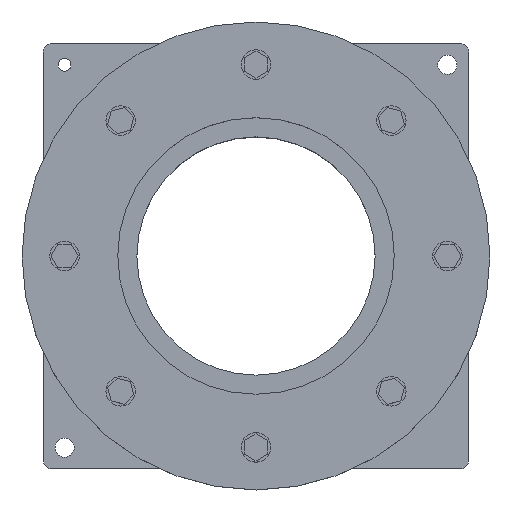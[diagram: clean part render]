
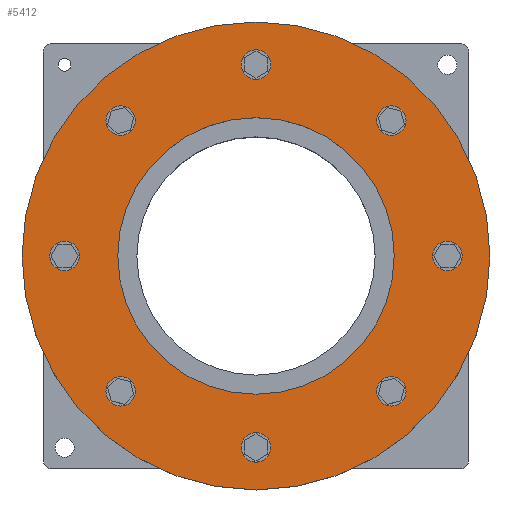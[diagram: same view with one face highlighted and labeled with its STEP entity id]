
A CAD part, top view. The second image highlights one B-rep face of the part: STEP entity #5412.
In plain terms, the highlighted planar face has unit normal (0, 0, 1).
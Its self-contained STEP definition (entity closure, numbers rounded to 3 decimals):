
#306=FACE_BOUND('',#1885,.T.);
#307=FACE_BOUND('',#1886,.T.);
#308=FACE_BOUND('',#1887,.T.);
#309=FACE_BOUND('',#1888,.T.);
#310=FACE_BOUND('',#1889,.T.);
#311=FACE_BOUND('',#1890,.T.);
#312=FACE_BOUND('',#1891,.T.);
#313=FACE_BOUND('',#1892,.T.);
#314=FACE_BOUND('',#1893,.T.);
#1542=FACE_OUTER_BOUND('',#1884,.T.);
#1884=EDGE_LOOP('',(#3900));
#1885=EDGE_LOOP('',(#3901));
#1886=EDGE_LOOP('',(#3902));
#1887=EDGE_LOOP('',(#3903));
#1888=EDGE_LOOP('',(#3904));
#1889=EDGE_LOOP('',(#3905));
#1890=EDGE_LOOP('',(#3906));
#1891=EDGE_LOOP('',(#3907));
#1892=EDGE_LOOP('',(#3908));
#1893=EDGE_LOOP('',(#3909));
#2204=CIRCLE('',#5666,6.933);
#2206=CIRCLE('',#5670,6.933);
#2208=CIRCLE('',#5674,6.933);
#2210=CIRCLE('',#5678,6.933);
#2212=CIRCLE('',#5682,6.933);
#2214=CIRCLE('',#5686,6.933);
#2216=CIRCLE('',#5690,6.933);
#2218=CIRCLE('',#5694,6.933);
#2219=CIRCLE('',#5752,65.);
#2221=CIRCLE('',#5755,110.);
#2282=VERTEX_POINT('',#7178);
#2290=VERTEX_POINT('',#7196);
#2298=VERTEX_POINT('',#7214);
#2306=VERTEX_POINT('',#7232);
#2314=VERTEX_POINT('',#7250);
#2322=VERTEX_POINT('',#7268);
#2330=VERTEX_POINT('',#7286);
#2338=VERTEX_POINT('',#7304);
#2387=VERTEX_POINT('',#7507);
#2389=VERTEX_POINT('',#7512);
#2816=EDGE_CURVE('',#2282,#2282,#2204,.T.);
#2824=EDGE_CURVE('',#2290,#2290,#2206,.T.);
#2832=EDGE_CURVE('',#2298,#2298,#2208,.T.);
#2840=EDGE_CURVE('',#2306,#2306,#2210,.T.);
#2848=EDGE_CURVE('',#2314,#2314,#2212,.T.);
#2856=EDGE_CURVE('',#2322,#2322,#2214,.T.);
#2864=EDGE_CURVE('',#2330,#2330,#2216,.T.);
#2872=EDGE_CURVE('',#2338,#2338,#2218,.T.);
#2969=EDGE_CURVE('',#2387,#2387,#2219,.T.);
#2971=EDGE_CURVE('',#2389,#2389,#2221,.T.);
#3900=ORIENTED_EDGE('',*,*,#2971,.T.);
#3901=ORIENTED_EDGE('',*,*,#2816,.T.);
#3902=ORIENTED_EDGE('',*,*,#2824,.T.);
#3903=ORIENTED_EDGE('',*,*,#2832,.T.);
#3904=ORIENTED_EDGE('',*,*,#2840,.T.);
#3905=ORIENTED_EDGE('',*,*,#2848,.T.);
#3906=ORIENTED_EDGE('',*,*,#2856,.T.);
#3907=ORIENTED_EDGE('',*,*,#2864,.T.);
#3908=ORIENTED_EDGE('',*,*,#2872,.T.);
#3909=ORIENTED_EDGE('',*,*,#2969,.T.);
#5193=PLANE('',#5758);
#5412=ADVANCED_FACE('',(#1542,#306,#307,#308,#309,#310,#311,#312,#313,#314),
#5193,.T.);
#5666=AXIS2_PLACEMENT_3D('',#7179,#5994,#5995);
#5670=AXIS2_PLACEMENT_3D('',#7197,#6008,#6009);
#5674=AXIS2_PLACEMENT_3D('',#7215,#6022,#6023);
#5678=AXIS2_PLACEMENT_3D('',#7233,#6036,#6037);
#5682=AXIS2_PLACEMENT_3D('',#7251,#6050,#6051);
#5686=AXIS2_PLACEMENT_3D('',#7269,#6064,#6065);
#5690=AXIS2_PLACEMENT_3D('',#7287,#6078,#6079);
#5694=AXIS2_PLACEMENT_3D('',#7305,#6092,#6093);
#5752=AXIS2_PLACEMENT_3D('',#7508,#6304,#6305);
#5755=AXIS2_PLACEMENT_3D('',#7513,#6310,#6311);
#5758=AXIS2_PLACEMENT_3D('',#7517,#6316,#6317);
#5994=DIRECTION('center_axis',(0.,0.,-1.));
#5995=DIRECTION('ref_axis',(-1.,0.,0.));
#6008=DIRECTION('center_axis',(0.,0.,-1.));
#6009=DIRECTION('ref_axis',(-1.,0.,0.));
#6022=DIRECTION('center_axis',(0.,0.,-1.));
#6023=DIRECTION('ref_axis',(-1.,0.,0.));
#6036=DIRECTION('center_axis',(0.,0.,-1.));
#6037=DIRECTION('ref_axis',(-1.,0.,0.));
#6050=DIRECTION('center_axis',(0.,0.,-1.));
#6051=DIRECTION('ref_axis',(-1.,0.,0.));
#6064=DIRECTION('center_axis',(0.,0.,-1.));
#6065=DIRECTION('ref_axis',(-1.,0.,0.));
#6078=DIRECTION('center_axis',(0.,0.,-1.));
#6079=DIRECTION('ref_axis',(-1.,0.,0.));
#6092=DIRECTION('center_axis',(0.,0.,-1.));
#6093=DIRECTION('ref_axis',(-1.,0.,0.));
#6304=DIRECTION('center_axis',(0.,0.,-1.));
#6305=DIRECTION('ref_axis',(-1.,0.,0.));
#6310=DIRECTION('center_axis',(0.,0.,1.));
#6311=DIRECTION('ref_axis',(-1.,0.,0.));
#6316=DIRECTION('center_axis',(0.,0.,1.));
#6317=DIRECTION('ref_axis',(1.,0.,0.));
#7178=CARTESIAN_POINT('',(6.933,90.,188.));
#7179=CARTESIAN_POINT('Origin',(0.,90.,188.));
#7196=CARTESIAN_POINT('',(96.933,0.,188.));
#7197=CARTESIAN_POINT('Origin',(90.,0.,188.));
#7214=CARTESIAN_POINT('',(6.933,-90.,188.));
#7215=CARTESIAN_POINT('Origin',(0.,-90.,188.));
#7232=CARTESIAN_POINT('',(-83.067,0.,188.));
#7233=CARTESIAN_POINT('Origin',(-90.,0.,188.));
#7250=CARTESIAN_POINT('',(-56.707,-63.64,188.));
#7251=CARTESIAN_POINT('Origin',(-63.64,-63.64,188.));
#7268=CARTESIAN_POINT('',(70.573,-63.64,188.));
#7269=CARTESIAN_POINT('Origin',(63.64,-63.64,188.));
#7286=CARTESIAN_POINT('',(70.573,63.64,188.));
#7287=CARTESIAN_POINT('Origin',(63.64,63.64,188.));
#7304=CARTESIAN_POINT('',(-56.707,63.64,188.));
#7305=CARTESIAN_POINT('Origin',(-63.64,63.64,188.));
#7507=CARTESIAN_POINT('',(65.,0.,188.));
#7508=CARTESIAN_POINT('Origin',(0.,0.,188.));
#7512=CARTESIAN_POINT('',(110.,0.,188.));
#7513=CARTESIAN_POINT('Origin',(0.,0.,188.));
#7517=CARTESIAN_POINT('Origin',(0.,0.,188.));
